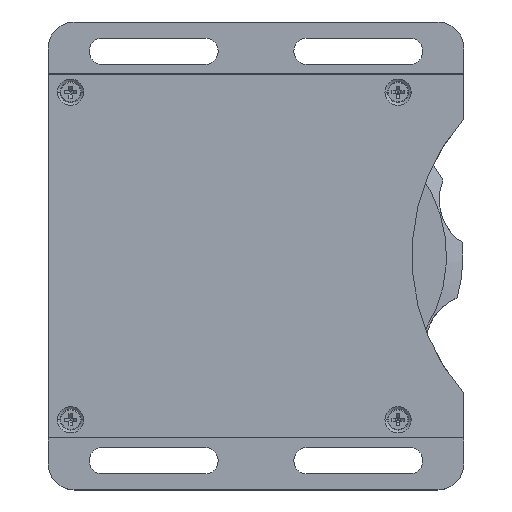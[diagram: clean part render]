
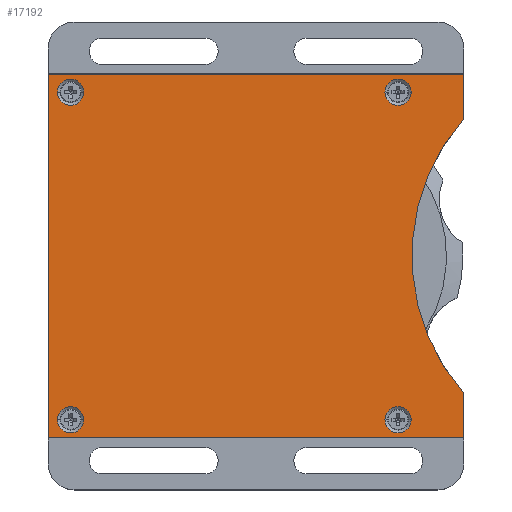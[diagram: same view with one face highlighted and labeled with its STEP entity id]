
A CAD part, top view. The second image highlights one B-rep face of the part: STEP entity #17192.
In plain terms, the highlighted planar face has unit normal (0, 0, 1).
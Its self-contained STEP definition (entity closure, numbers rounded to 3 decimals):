
#16777=DIRECTION('',(0.,1.,0.));
#16778=VECTOR('',#16777,88.57);
#16779=CARTESIAN_POINT('',(-63.373,-44.272,-0.508));
#16780=LINE('',#16779,#16778);
#16781=DIRECTION('',(1.,0.,0.));
#16782=VECTOR('',#16781,101.346);
#16783=CARTESIAN_POINT('',(-63.373,44.298,-0.508));
#16784=LINE('',#16783,#16782);
#16785=DIRECTION('',(0.,-1.,0.));
#16786=VECTOR('',#16785,10.841);
#16787=CARTESIAN_POINT('',(37.973,44.298,-0.508));
#16788=LINE('',#16787,#16786);
#16789=CARTESIAN_POINT('',(76.2,0.,-0.508));
#16790=DIRECTION('',(0.,0.,1.));
#16791=DIRECTION('',(-0.753,0.659,0.));
#16792=AXIS2_PLACEMENT_3D('',#16789,#16790,#16791);
#16794=DIRECTION('',(0.,-1.,0.));
#16795=VECTOR('',#16794,10.816);
#16796=CARTESIAN_POINT('',(37.973,-33.456,-0.508));
#16797=LINE('',#16796,#16795);
#16798=DIRECTION('',(-1.,0.,0.));
#16799=VECTOR('',#16798,101.346);
#16800=CARTESIAN_POINT('',(37.973,-44.272,-0.508));
#16801=LINE('',#16800,#16799);
#16802=CARTESIAN_POINT('',(-58.,40.,-0.508));
#16803=DIRECTION('',(0.,0.,-1.));
#16804=DIRECTION('',(1.,0.,0.));
#16805=AXIS2_PLACEMENT_3D('',#16802,#16803,#16804);
#16807=CARTESIAN_POINT('',(-58.,40.,-0.508));
#16808=DIRECTION('',(0.,0.,-1.));
#16809=DIRECTION('',(-1.,0.,0.));
#16810=AXIS2_PLACEMENT_3D('',#16807,#16808,#16809);
#16812=CARTESIAN_POINT('',(22.,40.,-0.508));
#16813=DIRECTION('',(0.,0.,-1.));
#16814=DIRECTION('',(1.,0.,0.));
#16815=AXIS2_PLACEMENT_3D('',#16812,#16813,#16814);
#16817=CARTESIAN_POINT('',(22.,40.,-0.508));
#16818=DIRECTION('',(0.,0.,-1.));
#16819=DIRECTION('',(-1.,0.,0.));
#16820=AXIS2_PLACEMENT_3D('',#16817,#16818,#16819);
#16822=CARTESIAN_POINT('',(22.,-40.,-0.508));
#16823=DIRECTION('',(0.,0.,-1.));
#16824=DIRECTION('',(1.,0.,0.));
#16825=AXIS2_PLACEMENT_3D('',#16822,#16823,#16824);
#16827=CARTESIAN_POINT('',(22.,-40.,-0.508));
#16828=DIRECTION('',(0.,0.,-1.));
#16829=DIRECTION('',(-1.,0.,0.));
#16830=AXIS2_PLACEMENT_3D('',#16827,#16828,#16829);
#16832=CARTESIAN_POINT('',(-58.,-40.,-0.508));
#16833=DIRECTION('',(0.,0.,-1.));
#16834=DIRECTION('',(1.,0.,0.));
#16835=AXIS2_PLACEMENT_3D('',#16832,#16833,#16834);
#16837=CARTESIAN_POINT('',(-58.,-40.,-0.508));
#16838=DIRECTION('',(0.,0.,-1.));
#16839=DIRECTION('',(-1.,0.,0.));
#16840=AXIS2_PLACEMENT_3D('',#16837,#16838,#16839);
#16992=CARTESIAN_POINT('',(37.973,44.298,-0.508));
#16993=CARTESIAN_POINT('',(37.973,33.456,-0.508));
#16994=VERTEX_POINT('',#16992);
#16995=VERTEX_POINT('',#16993);
#16996=CARTESIAN_POINT('',(-63.373,-44.272,-0.508));
#16997=CARTESIAN_POINT('',(-63.373,44.298,-0.508));
#16998=VERTEX_POINT('',#16996);
#16999=VERTEX_POINT('',#16997);
#17000=CARTESIAN_POINT('',(37.973,-33.456,-0.508));
#17001=CARTESIAN_POINT('',(37.973,-44.272,-0.508));
#17002=VERTEX_POINT('',#17000);
#17003=VERTEX_POINT('',#17001);
#17032=CARTESIAN_POINT('',(-54.8,40.,-0.508));
#17033=CARTESIAN_POINT('',(-61.2,40.,-0.508));
#17034=VERTEX_POINT('',#17032);
#17035=VERTEX_POINT('',#17033);
#17040=CARTESIAN_POINT('',(25.2,40.,-0.508));
#17041=CARTESIAN_POINT('',(18.8,40.,-0.508));
#17042=VERTEX_POINT('',#17040);
#17043=VERTEX_POINT('',#17041);
#17048=CARTESIAN_POINT('',(25.2,-40.,-0.508));
#17049=CARTESIAN_POINT('',(18.8,-40.,-0.508));
#17050=VERTEX_POINT('',#17048);
#17051=VERTEX_POINT('',#17049);
#17056=CARTESIAN_POINT('',(-54.8,-40.,-0.508));
#17057=CARTESIAN_POINT('',(-61.2,-40.,-0.508));
#17058=VERTEX_POINT('',#17056);
#17059=VERTEX_POINT('',#17057);
#17151=CARTESIAN_POINT('',(-12.7,0.013,-0.508));
#17152=DIRECTION('',(0.,0.,1.));
#17153=DIRECTION('',(1.,0.,0.));
#17154=AXIS2_PLACEMENT_3D('',#17151,#17152,#17153);
#17155=PLANE('',#17154);
#17157=ORIENTED_EDGE('',*,*,#17156,.T.);
#17159=ORIENTED_EDGE('',*,*,#17158,.T.);
#17160=ORIENTED_EDGE('',*,*,#17144,.T.);
#17161=ORIENTED_EDGE('',*,*,#17081,.T.);
#17163=ORIENTED_EDGE('',*,*,#17162,.T.);
#17165=ORIENTED_EDGE('',*,*,#17164,.T.);
#17166=EDGE_LOOP('',(#17157,#17159,#17160,#17161,#17163,#17165));
#17167=FACE_OUTER_BOUND('',#17166,.F.);
#17169=ORIENTED_EDGE('',*,*,#17168,.F.);
#17171=ORIENTED_EDGE('',*,*,#17170,.F.);
#17172=EDGE_LOOP('',(#17169,#17171));
#17173=FACE_BOUND('',#17172,.F.);
#17175=ORIENTED_EDGE('',*,*,#17174,.F.);
#17177=ORIENTED_EDGE('',*,*,#17176,.F.);
#17178=EDGE_LOOP('',(#17175,#17177));
#17179=FACE_BOUND('',#17178,.F.);
#17181=ORIENTED_EDGE('',*,*,#17180,.F.);
#17183=ORIENTED_EDGE('',*,*,#17182,.F.);
#17184=EDGE_LOOP('',(#17181,#17183));
#17185=FACE_BOUND('',#17184,.F.);
#17187=ORIENTED_EDGE('',*,*,#17186,.F.);
#17189=ORIENTED_EDGE('',*,*,#17188,.F.);
#17190=EDGE_LOOP('',(#17187,#17189));
#17191=FACE_BOUND('',#17190,.F.);
#17192=ADVANCED_FACE('',(#17167,#17173,#17179,#17185,#17191),#17155,.T.);
#16793=CIRCLE('',#16792,50.8);
#16806=CIRCLE('',#16805,3.2);
#16811=CIRCLE('',#16810,3.2);
#16816=CIRCLE('',#16815,3.2);
#16821=CIRCLE('',#16820,3.2);
#16826=CIRCLE('',#16825,3.2);
#16831=CIRCLE('',#16830,3.2);
#16836=CIRCLE('',#16835,3.2);
#16841=CIRCLE('',#16840,3.2);
#17081=EDGE_CURVE('',#16995,#17002,#16793,.T.);
#17144=EDGE_CURVE('',#16994,#16995,#16788,.T.);
#17156=EDGE_CURVE('',#16998,#16999,#16780,.T.);
#17158=EDGE_CURVE('',#16999,#16994,#16784,.T.);
#17162=EDGE_CURVE('',#17002,#17003,#16797,.T.);
#17164=EDGE_CURVE('',#17003,#16998,#16801,.T.);
#17168=EDGE_CURVE('',#17034,#17035,#16806,.T.);
#17170=EDGE_CURVE('',#17035,#17034,#16811,.T.);
#17174=EDGE_CURVE('',#17042,#17043,#16816,.T.);
#17176=EDGE_CURVE('',#17043,#17042,#16821,.T.);
#17180=EDGE_CURVE('',#17050,#17051,#16826,.T.);
#17182=EDGE_CURVE('',#17051,#17050,#16831,.T.);
#17186=EDGE_CURVE('',#17058,#17059,#16836,.T.);
#17188=EDGE_CURVE('',#17059,#17058,#16841,.T.);
